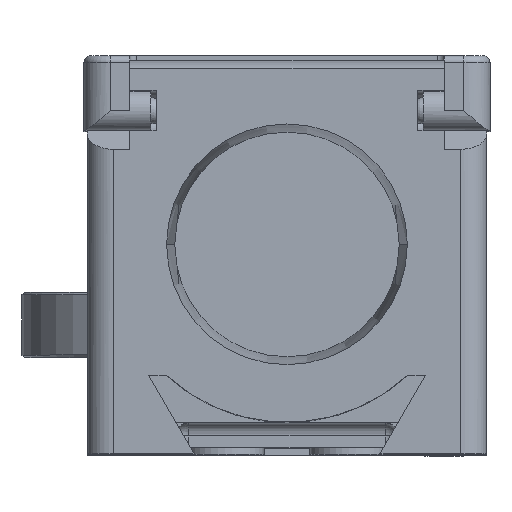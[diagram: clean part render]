
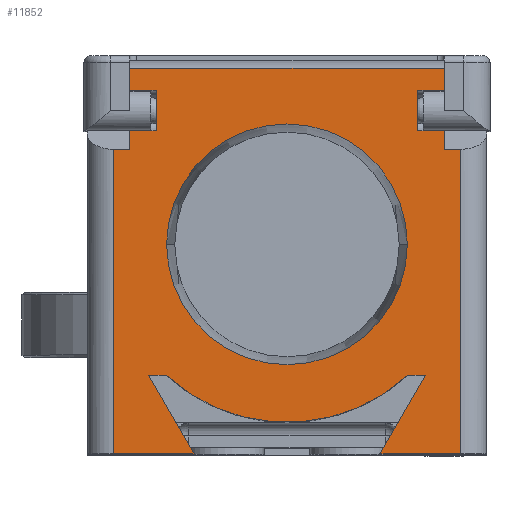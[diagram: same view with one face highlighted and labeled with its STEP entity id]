
A CAD part, top view. The second image highlights one B-rep face of the part: STEP entity #11852.
In plain terms, the highlighted planar face has unit normal (0, 0, 1).
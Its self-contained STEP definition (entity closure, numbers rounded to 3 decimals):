
#1917=DIRECTION('',(-1.,0.,0.));
#1918=VECTOR('',#1917,24.);
#1919=CARTESIAN_POINT('',(12.,19.431,62.));
#1920=LINE('',#1919,#1918);
#2147=DIRECTION('',(1.,0.,0.));
#2148=VECTOR('',#2147,2.);
#2149=CARTESIAN_POINT('',(10.,17.75,62.));
#2150=LINE('',#2149,#2148);
#2165=DIRECTION('',(0.,1.,0.));
#2166=VECTOR('',#2165,3.1);
#2167=CARTESIAN_POINT('',(10.,14.65,62.));
#2168=LINE('',#2167,#2166);
#2179=DIRECTION('',(-1.,0.,0.));
#2180=VECTOR('',#2179,2.);
#2181=CARTESIAN_POINT('',(12.,14.65,62.));
#2182=LINE('',#2181,#2180);
#2183=DIRECTION('',(0.,1.,0.));
#2184=VECTOR('',#2183,1.394);
#2185=CARTESIAN_POINT('',(12.,13.256,62.));
#2186=LINE('',#2185,#2184);
#2200=DIRECTION('',(0.5,-0.866,0.));
#2201=VECTOR('',#2200,6.928);
#2202=CARTESIAN_POINT('',(-10.564,-4.,62.));
#2203=LINE('',#2202,#2201);
#2204=DIRECTION('',(-1.,0.,0.));
#2205=VECTOR('',#2204,6.15);
#2206=CARTESIAN_POINT('',(-7.1,-10.,62.));
#2207=LINE('',#2206,#2205);
#2208=DIRECTION('',(0.,1.,0.));
#2209=VECTOR('',#2208,1.394);
#2210=CARTESIAN_POINT('',(-12.,13.256,62.));
#2211=LINE('',#2210,#2209);
#2212=DIRECTION('',(0.,1.,0.));
#2213=VECTOR('',#2212,1.681);
#2214=CARTESIAN_POINT('',(-12.,17.75,62.));
#2215=LINE('',#2214,#2213);
#2216=DIRECTION('',(1.,0.,0.));
#2217=VECTOR('',#2216,1.25);
#2218=CARTESIAN_POINT('',(12.,13.256,62.));
#2219=LINE('',#2218,#2217);
#2220=DIRECTION('',(-1.,0.,0.));
#2221=VECTOR('',#2220,6.15);
#2222=CARTESIAN_POINT('',(13.25,-10.,62.));
#2223=LINE('',#2222,#2221);
#2224=DIRECTION('',(0.5,0.866,0.));
#2225=VECTOR('',#2224,6.928);
#2226=CARTESIAN_POINT('',(7.1,-10.,62.));
#2227=LINE('',#2226,#2225);
#2228=CARTESIAN_POINT('',(0.,6.,62.));
#2229=DIRECTION('',(0.,0.,-1.));
#2230=DIRECTION('',(0.678,-0.735,0.));
#2231=AXIS2_PLACEMENT_3D('',#2228,#2229,#2230);
#2233=CARTESIAN_POINT('',(0.,6.,62.));
#2234=DIRECTION('',(0.,0.,1.));
#2235=DIRECTION('',(1.,0.,0.));
#2236=AXIS2_PLACEMENT_3D('',#2233,#2234,#2235);
#2242=CARTESIAN_POINT('',(0.,6.,62.));
#2243=DIRECTION('',(0.,0.,1.));
#2244=DIRECTION('',(-1.,0.,0.));
#2245=AXIS2_PLACEMENT_3D('',#2242,#2243,#2244);
#2279=DIRECTION('',(1.,0.,0.));
#2280=VECTOR('',#2279,1.347);
#2281=CARTESIAN_POINT('',(-10.564,-4.,62.));
#2282=LINE('',#2281,#2280);
#2946=DIRECTION('',(0.,-1.,0.));
#2947=VECTOR('',#2946,23.256);
#2948=CARTESIAN_POINT('',(-13.25,13.256,62.));
#2949=LINE('',#2948,#2947);
#2954=DIRECTION('',(-1.,0.,0.));
#2955=VECTOR('',#2954,1.25);
#2956=CARTESIAN_POINT('',(-12.,13.256,62.));
#2957=LINE('',#2956,#2955);
#3817=DIRECTION('',(1.,0.,0.));
#3818=VECTOR('',#3817,2.);
#3819=CARTESIAN_POINT('',(-12.,17.75,62.));
#3820=LINE('',#3819,#3818);
#3835=DIRECTION('',(0.,-1.,0.));
#3836=VECTOR('',#3835,3.1);
#3837=CARTESIAN_POINT('',(-10.,17.75,62.));
#3838=LINE('',#3837,#3836);
#3857=DIRECTION('',(-1.,0.,0.));
#3858=VECTOR('',#3857,2.);
#3859=CARTESIAN_POINT('',(-10.,14.65,62.));
#3860=LINE('',#3859,#3858);
#4201=DIRECTION('',(1.,0.,0.));
#4202=VECTOR('',#4201,1.347);
#4203=CARTESIAN_POINT('',(9.217,-4.,62.));
#4204=LINE('',#4203,#4202);
#4222=DIRECTION('',(0.,1.,0.));
#4223=VECTOR('',#4222,23.256);
#4224=CARTESIAN_POINT('',(13.25,-10.,62.));
#4225=LINE('',#4224,#4223);
#4226=CARTESIAN_POINT('',(13.25,13.256,62.));
#4286=DIRECTION('',(0.,1.,0.));
#4287=VECTOR('',#4286,1.681);
#4288=CARTESIAN_POINT('',(12.,17.75,62.));
#4289=LINE('',#4288,#4287);
#8050=VERTEX_POINT('',#4226);
#8051=CARTESIAN_POINT('',(12.,13.256,62.));
#8052=VERTEX_POINT('',#8051);
#8121=CARTESIAN_POINT('',(-12.,19.431,62.));
#8122=VERTEX_POINT('',#8121);
#8123=CARTESIAN_POINT('',(-12.,17.75,62.));
#8124=VERTEX_POINT('',#8123);
#8135=CARTESIAN_POINT('',(12.,19.431,62.));
#8136=VERTEX_POINT('',#8135);
#8198=CARTESIAN_POINT('',(10.,17.75,62.));
#8199=VERTEX_POINT('',#8198);
#8200=CARTESIAN_POINT('',(12.,17.75,62.));
#8201=VERTEX_POINT('',#8200);
#8202=CARTESIAN_POINT('',(10.,14.65,62.));
#8203=VERTEX_POINT('',#8202);
#8208=CARTESIAN_POINT('',(12.,14.65,62.));
#8209=VERTEX_POINT('',#8208);
#8210=CARTESIAN_POINT('',(-10.564,-4.,62.));
#8211=CARTESIAN_POINT('',(-9.217,-4.,62.));
#8212=VERTEX_POINT('',#8210);
#8213=VERTEX_POINT('',#8211);
#8214=CARTESIAN_POINT('',(-7.1,-10.,62.));
#8215=VERTEX_POINT('',#8214);
#8216=CARTESIAN_POINT('',(-13.25,-10.,62.));
#8217=VERTEX_POINT('',#8216);
#8218=CARTESIAN_POINT('',(-13.25,13.256,62.));
#8219=VERTEX_POINT('',#8218);
#8220=CARTESIAN_POINT('',(-12.,13.256,62.));
#8221=VERTEX_POINT('',#8220);
#8222=CARTESIAN_POINT('',(-12.,14.65,62.));
#8223=VERTEX_POINT('',#8222);
#8224=CARTESIAN_POINT('',(-10.,14.65,62.));
#8225=VERTEX_POINT('',#8224);
#8226=CARTESIAN_POINT('',(-10.,17.75,62.));
#8227=VERTEX_POINT('',#8226);
#8228=CARTESIAN_POINT('',(13.25,-10.,62.));
#8229=VERTEX_POINT('',#8228);
#8230=CARTESIAN_POINT('',(7.1,-10.,62.));
#8231=VERTEX_POINT('',#8230);
#8232=CARTESIAN_POINT('',(10.564,-4.,62.));
#8233=VERTEX_POINT('',#8232);
#8234=CARTESIAN_POINT('',(9.217,-4.,62.));
#8235=VERTEX_POINT('',#8234);
#9343=CARTESIAN_POINT('',(9.19,6.,62.));
#9344=CARTESIAN_POINT('',(-9.19,6.,62.));
#9345=VERTEX_POINT('',#9343);
#9346=VERTEX_POINT('',#9344);
#11802=CARTESIAN_POINT('',(-15.25,-10.,62.));
#11803=DIRECTION('',(0.,0.,1.));
#11804=DIRECTION('',(1.,0.,0.));
#11805=AXIS2_PLACEMENT_3D('',#11802,#11803,#11804);
#11806=PLANE('',#11805);
#11808=ORIENTED_EDGE('',*,*,#11807,.F.);
#11810=ORIENTED_EDGE('',*,*,#11809,.T.);
#11812=ORIENTED_EDGE('',*,*,#11811,.T.);
#11814=ORIENTED_EDGE('',*,*,#11813,.F.);
#11816=ORIENTED_EDGE('',*,*,#11815,.F.);
#11818=ORIENTED_EDGE('',*,*,#11817,.T.);
#11820=ORIENTED_EDGE('',*,*,#11819,.F.);
#11822=ORIENTED_EDGE('',*,*,#11821,.F.);
#11824=ORIENTED_EDGE('',*,*,#11823,.F.);
#11825=ORIENTED_EDGE('',*,*,#11409,.T.);
#11826=ORIENTED_EDGE('',*,*,#11433,.F.);
#11828=ORIENTED_EDGE('',*,*,#11827,.F.);
#11829=ORIENTED_EDGE('',*,*,#11747,.F.);
#11830=ORIENTED_EDGE('',*,*,#11764,.F.);
#11831=ORIENTED_EDGE('',*,*,#11782,.F.);
#11832=ORIENTED_EDGE('',*,*,#11794,.F.);
#11833=ORIENTED_EDGE('',*,*,#11234,.T.);
#11835=ORIENTED_EDGE('',*,*,#11834,.F.);
#11837=ORIENTED_EDGE('',*,*,#11836,.T.);
#11839=ORIENTED_EDGE('',*,*,#11838,.T.);
#11841=ORIENTED_EDGE('',*,*,#11840,.F.);
#11843=ORIENTED_EDGE('',*,*,#11842,.T.);
#11844=EDGE_LOOP('',(#11808,#11810,#11812,#11814,#11816,#11818,#11820,#11822,
#11824,#11825,#11826,#11828,#11829,#11830,#11831,#11832,#11833,#11835,#11837,
#11839,#11841,#11843));
#11845=FACE_OUTER_BOUND('',#11844,.F.);
#11847=ORIENTED_EDGE('',*,*,#11846,.T.);
#11849=ORIENTED_EDGE('',*,*,#11848,.T.);
#11850=EDGE_LOOP('',(#11847,#11849));
#11851=FACE_BOUND('',#11850,.F.);
#11852=ADVANCED_FACE('',(#11845,#11851),#11806,.T.);
#2232=CIRCLE('',#2231,13.6);
#2237=CIRCLE('',#2236,9.19);
#2246=CIRCLE('',#2245,9.19);
#11234=EDGE_CURVE('',#8052,#8050,#2219,.T.);
#11409=EDGE_CURVE('',#8124,#8122,#2215,.T.);
#11433=EDGE_CURVE('',#8136,#8122,#1920,.T.);
#11747=EDGE_CURVE('',#8199,#8201,#2150,.T.);
#11764=EDGE_CURVE('',#8203,#8199,#2168,.T.);
#11782=EDGE_CURVE('',#8209,#8203,#2182,.T.);
#11794=EDGE_CURVE('',#8052,#8209,#2186,.T.);
#11807=EDGE_CURVE('',#8212,#8213,#2282,.T.);
#11809=EDGE_CURVE('',#8212,#8215,#2203,.T.);
#11811=EDGE_CURVE('',#8215,#8217,#2207,.T.);
#11813=EDGE_CURVE('',#8219,#8217,#2949,.T.);
#11815=EDGE_CURVE('',#8221,#8219,#2957,.T.);
#11817=EDGE_CURVE('',#8221,#8223,#2211,.T.);
#11819=EDGE_CURVE('',#8225,#8223,#3860,.T.);
#11821=EDGE_CURVE('',#8227,#8225,#3838,.T.);
#11823=EDGE_CURVE('',#8124,#8227,#3820,.T.);
#11827=EDGE_CURVE('',#8201,#8136,#4289,.T.);
#11834=EDGE_CURVE('',#8229,#8050,#4225,.T.);
#11836=EDGE_CURVE('',#8229,#8231,#2223,.T.);
#11838=EDGE_CURVE('',#8231,#8233,#2227,.T.);
#11840=EDGE_CURVE('',#8235,#8233,#4204,.T.);
#11842=EDGE_CURVE('',#8235,#8213,#2232,.T.);
#11846=EDGE_CURVE('',#9345,#9346,#2237,.T.);
#11848=EDGE_CURVE('',#9346,#9345,#2246,.T.);
